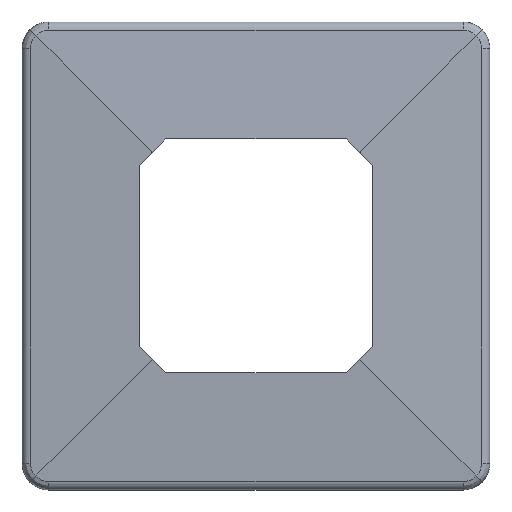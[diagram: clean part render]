
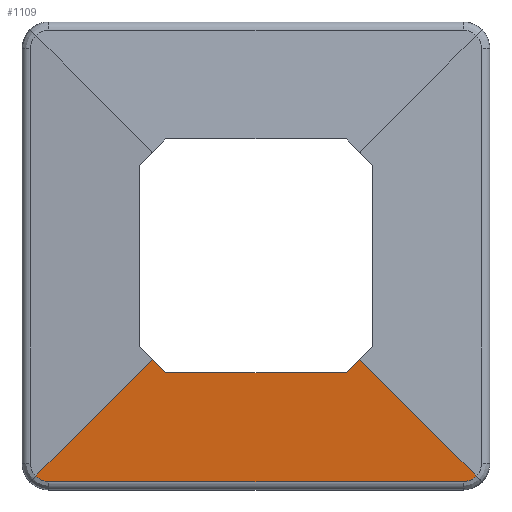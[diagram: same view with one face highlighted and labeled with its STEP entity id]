
A CAD part, top view. The second image highlights one B-rep face of the part: STEP entity #1109.
In plain terms, the highlighted planar face has unit normal (0, -0.069, 0.998).
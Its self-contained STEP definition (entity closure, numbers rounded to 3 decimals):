
#50=DIRECTION('',(1.,0.,0.));
#51=VECTOR('',#50,0.3);
#52=CARTESIAN_POINT('',(-23.4,-23.4,0.));
#53=LINE('',#52,#51);
#54=DIRECTION('',(1.,0.,0.));
#55=VECTOR('',#54,0.3);
#56=CARTESIAN_POINT('',(23.1,-23.4,0.));
#57=LINE('',#56,#55);
#93=DIRECTION('',(0.706,0.706,0.049));
#94=VECTOR('',#93,36.808);
#95=CARTESIAN_POINT('',(-49.396,-49.396,-1.787));
#96=LINE('',#95,#94);
#106=CARTESIAN_POINT('',(-49.396,-49.396,
-1.787));
#155=CARTESIAN_POINT('',(46.5,-50.637,-1.872));
#156=CARTESIAN_POINT('',(46.657,-50.637,-1.872));
#157=CARTESIAN_POINT('',(46.968,-50.619,-1.871));
#158=CARTESIAN_POINT('',(47.423,-50.538,-1.865));
#159=CARTESIAN_POINT('',(47.866,-50.406,-1.856));
#160=CARTESIAN_POINT('',(48.291,-50.224,-1.844));
#161=CARTESIAN_POINT('',(48.692,-49.994,-1.828));
#162=CARTESIAN_POINT('',(49.065,-49.718,-1.809));
#163=CARTESIAN_POINT('',(49.289,-49.508,-1.794));
#164=CARTESIAN_POINT('',(49.396,-49.396,-1.787));
#166=DIRECTION('',(1.,0.,0.));
#167=VECTOR('',#166,93.);
#168=CARTESIAN_POINT('',(-46.5,-50.637,-1.872));
#169=LINE('',#168,#167);
#170=CARTESIAN_POINT('',(-49.396,-49.396,
-1.787));
#171=CARTESIAN_POINT('',(-49.29,-49.508,
-1.794));
#172=CARTESIAN_POINT('',(-49.066,-49.717,
-1.809));
#173=CARTESIAN_POINT('',(-48.696,-49.991,
-1.828));
#174=CARTESIAN_POINT('',(-48.297,-50.221,
-1.843));
#175=CARTESIAN_POINT('',(-47.874,-50.403,
-1.856));
#176=CARTESIAN_POINT('',(-47.434,-50.536,
-1.865));
#177=CARTESIAN_POINT('',(-46.973,-50.618,
-1.871));
#178=CARTESIAN_POINT('',(-46.659,-50.637,
-1.872));
#179=CARTESIAN_POINT('',(-46.5,-50.637,-1.872));
#181=DIRECTION('',(1.,0.,0.));
#182=VECTOR('',#181,40.5);
#183=CARTESIAN_POINT('',(-20.25,-26.25,-0.196));
#184=LINE('',#183,#182);
#185=DIRECTION('',(-0.706,0.706,0.049));
#186=VECTOR('',#185,36.808);
#187=CARTESIAN_POINT('',(49.396,-49.396,-1.787));
#188=LINE('',#187,#186);
#579=DIRECTION('',(-0.706,0.706,0.049));
#580=VECTOR('',#579,4.035);
#581=CARTESIAN_POINT('',(-20.25,-26.25,-0.196));
#582=LINE('',#581,#580);
#615=DIRECTION('',(-0.706,-0.706,-0.049));
#616=VECTOR('',#615,4.035);
#617=CARTESIAN_POINT('',(23.1,-23.4,0.));
#618=LINE('',#617,#616);
#690=CARTESIAN_POINT('',(-23.4,-23.4,0.));
#691=VERTEX_POINT('',#690);
#692=CARTESIAN_POINT('',(-20.25,-26.25,-0.196));
#693=CARTESIAN_POINT('',(-23.1,-23.4,0.));
#694=VERTEX_POINT('',#692);
#695=VERTEX_POINT('',#693);
#696=CARTESIAN_POINT('',(23.1,-23.4,0.));
#697=CARTESIAN_POINT('',(20.25,-26.25,-0.196));
#698=VERTEX_POINT('',#696);
#699=VERTEX_POINT('',#697);
#700=CARTESIAN_POINT('',(23.4,-23.4,0.));
#701=VERTEX_POINT('',#700);
#751=VERTEX_POINT('',#106);
#754=VERTEX_POINT('',#155);
#755=VERTEX_POINT('',#164);
#756=CARTESIAN_POINT('',(-46.5,-50.637,-1.872));
#757=VERTEX_POINT('',#756);
#1086=CARTESIAN_POINT('',(-37.8,-37.95,-1.));
#1087=DIRECTION('',(0.,-0.069,0.998));
#1088=DIRECTION('',(0.,-0.998,-0.069));
#1089=AXIS2_PLACEMENT_3D('',#1086,#1087,#1088);
#1090=PLANE('',#1089);
#1092=ORIENTED_EDGE('',*,*,#1091,.F.);
#1094=ORIENTED_EDGE('',*,*,#1093,.F.);
#1095=ORIENTED_EDGE('',*,*,#1077,.F.);
#1096=ORIENTED_EDGE('',*,*,#895,.T.);
#1097=ORIENTED_EDGE('',*,*,#831,.T.);
#1099=ORIENTED_EDGE('',*,*,#1098,.F.);
#1101=ORIENTED_EDGE('',*,*,#1100,.T.);
#1103=ORIENTED_EDGE('',*,*,#1102,.F.);
#1104=ORIENTED_EDGE('',*,*,#841,.T.);
#1106=ORIENTED_EDGE('',*,*,#1105,.F.);
#1107=EDGE_LOOP('',(#1092,#1094,#1095,#1096,#1097,#1099,#1101,#1103,#1104,
#1106));
#1108=FACE_OUTER_BOUND('',#1107,.F.);
#165=B_SPLINE_CURVE_WITH_KNOTS('',3,(#155,#156,#157,#158,#159,#160,#161,#162,
#163,#164),.UNSPECIFIED.,.F.,.F.,(4,1,1,1,1,1,1,4),(0.,0.143,
0.286,0.429,0.571,0.714,
0.857,1.),.UNSPECIFIED.);
#180=B_SPLINE_CURVE_WITH_KNOTS('',3,(#170,#171,#172,#173,#174,#175,#176,#177,
#178,#179),.UNSPECIFIED.,.F.,.F.,(4,1,1,1,1,1,1,4),(0.,0.143,
0.286,0.429,0.571,0.714,
0.857,1.),.UNSPECIFIED.);
#831=EDGE_CURVE('',#691,#695,#53,.T.);
#841=EDGE_CURVE('',#698,#701,#57,.T.);
#895=EDGE_CURVE('',#751,#691,#96,.T.);
#1077=EDGE_CURVE('',#751,#757,#180,.T.);
#1091=EDGE_CURVE('',#754,#755,#165,.T.);
#1093=EDGE_CURVE('',#757,#754,#169,.T.);
#1098=EDGE_CURVE('',#694,#695,#582,.T.);
#1100=EDGE_CURVE('',#694,#699,#184,.T.);
#1102=EDGE_CURVE('',#698,#699,#618,.T.);
#1105=EDGE_CURVE('',#755,#701,#188,.T.);
#1109=ADVANCED_FACE('',(#1108),#1090,.T.);
